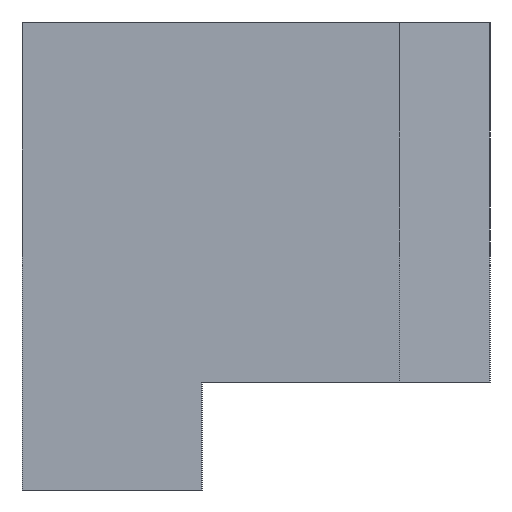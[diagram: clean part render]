
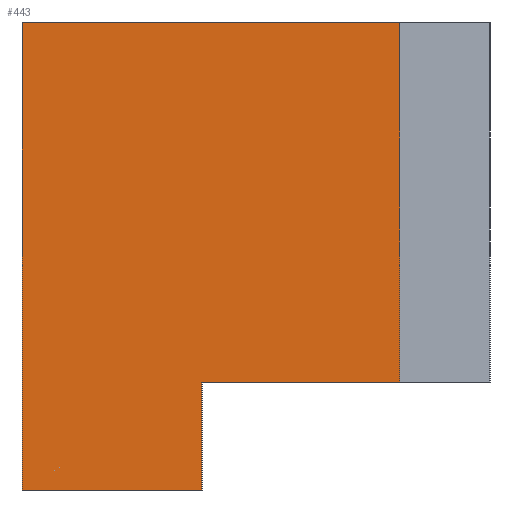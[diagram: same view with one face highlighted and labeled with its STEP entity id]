
A CAD part, left-side view. The second image highlights one B-rep face of the part: STEP entity #443.
In plain terms, the highlighted planar face has unit normal (-1, 0, 0).
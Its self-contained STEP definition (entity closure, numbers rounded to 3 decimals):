
#35=PLANE('',#483);
#57=FACE_OUTER_BOUND('',#81,.T.);
#81=EDGE_LOOP('',(#397,#398,#399,#400,#401,#402));
#100=LINE('',#635,#156);
#107=LINE('',#649,#163);
#110=LINE('',#655,#166);
#138=LINE('',#710,#194);
#139=LINE('',#713,#195);
#140=LINE('',#714,#196);
#156=VECTOR('',#520,10.);
#163=VECTOR('',#529,10.);
#166=VECTOR('',#534,10.);
#194=VECTOR('',#584,10.);
#195=VECTOR('',#587,10.);
#196=VECTOR('',#588,10.);
#216=VERTEX_POINT('',#632);
#217=VERTEX_POINT('',#634);
#223=VERTEX_POINT('',#648);
#225=VERTEX_POINT('',#654);
#241=VERTEX_POINT('',#708);
#242=VERTEX_POINT('',#712);
#260=EDGE_CURVE('',#217,#216,#100,.T.);
#267=EDGE_CURVE('',#217,#223,#107,.T.);
#270=EDGE_CURVE('',#223,#225,#110,.T.);
#298=EDGE_CURVE('',#216,#241,#138,.T.);
#299=EDGE_CURVE('',#242,#241,#139,.T.);
#300=EDGE_CURVE('',#225,#242,#140,.T.);
#397=ORIENTED_EDGE('',*,*,#260,.T.);
#398=ORIENTED_EDGE('',*,*,#298,.T.);
#399=ORIENTED_EDGE('',*,*,#299,.F.);
#400=ORIENTED_EDGE('',*,*,#300,.F.);
#401=ORIENTED_EDGE('',*,*,#270,.F.);
#402=ORIENTED_EDGE('',*,*,#267,.F.);
#443=ADVANCED_FACE('',(#57),#35,.T.);
#483=AXIS2_PLACEMENT_3D('',#711,#585,#586);
#520=DIRECTION('',(0.,-1.,0.));
#529=DIRECTION('',(0.,0.,-1.));
#534=DIRECTION('',(0.,1.,0.));
#584=DIRECTION('',(0.,0.,1.));
#585=DIRECTION('center_axis',(-1.,0.,0.));
#586=DIRECTION('ref_axis',(0.,-1.,0.));
#587=DIRECTION('',(0.,-1.,0.));
#588=DIRECTION('',(0.,0.,1.));
#632=CARTESIAN_POINT('',(-2.5,2.5,0.));
#634=CARTESIAN_POINT('',(-2.5,8.,0.));
#635=CARTESIAN_POINT('',(-2.5,13.,0.));
#648=CARTESIAN_POINT('',(-2.5,8.,-3.));
#649=CARTESIAN_POINT('',(-2.5,8.,0.));
#654=CARTESIAN_POINT('',(-2.5,13.,-3.));
#655=CARTESIAN_POINT('',(-2.5,8.,-3.));
#708=CARTESIAN_POINT('',(-2.5,2.5,10.));
#710=CARTESIAN_POINT('',(-2.5,2.5,0.));
#711=CARTESIAN_POINT('Origin',(-2.5,13.,0.));
#712=CARTESIAN_POINT('',(-2.5,13.,10.));
#713=CARTESIAN_POINT('',(-2.5,13.,10.));
#714=CARTESIAN_POINT('',(-2.5,13.,0.));
